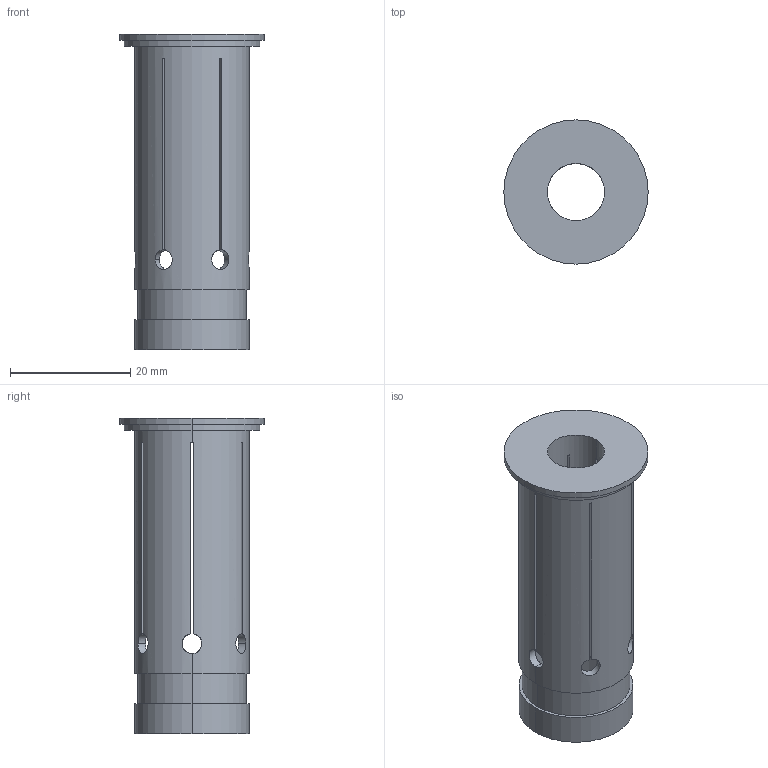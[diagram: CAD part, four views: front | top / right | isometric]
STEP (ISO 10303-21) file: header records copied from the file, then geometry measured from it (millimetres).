
FILE_DESCRIPTION (( 'STEP AP203' ), '1' );
FILE_NAME ('5253-266-A48-A24-0.STEP', '2021-12-06T05:47:03', ( '' ), ( '' ), 'SwSTEP 2.0', 'SolidWorks 2017', '' );
FILE_SCHEMA (( 'CONFIG_CONTROL_DESIGN' ));
Length unit declared in the file: millimetre
Products named in the file (1): 5253-266-A48-A24-0
Bounding box: 24 x 24 x 52.5 mm (x, y, z)
Volume: 8288 mm3; surface area: 7484.5 mm2
Topology: 1 solids, 1 shells, 71 faces, 217 edges, 144 vertices
Faces by surface type: plane 36, cylinder 35
Entity records: 3030 total; most frequent: CARTESIAN_POINT 1007, ORIENTED_EDGE 434, DIRECTION 381, EDGE_CURVE 217, VERTEX_POINT 144, AXIS2_PLACEMENT_3D 136, VECTOR 109, LINE 109
